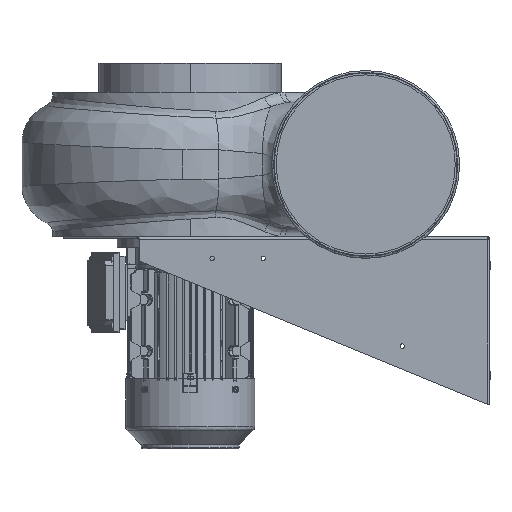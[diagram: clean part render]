
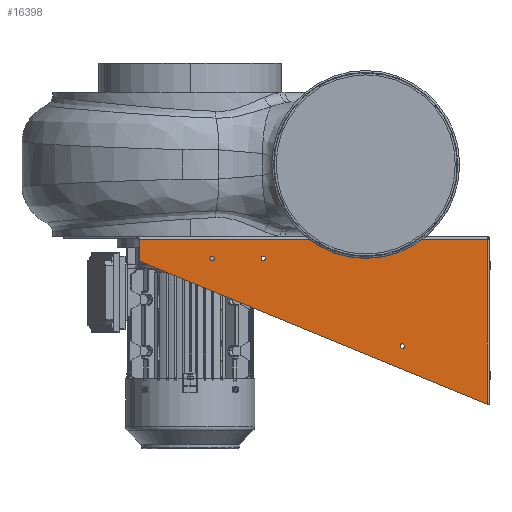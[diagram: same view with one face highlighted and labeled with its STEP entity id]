
A CAD part, left-side view. The second image highlights one B-rep face of the part: STEP entity #16398.
In plain terms, the highlighted planar face has unit normal (-1, 0, 0).
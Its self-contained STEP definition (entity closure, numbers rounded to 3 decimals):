
#1445 = EDGE_CURVE ( 'NONE', #128992, #14481, #68484, .T. ) ;
#1980 = VECTOR ( 'NONE', #108151, 1000. ) ;
#3932 = AXIS2_PLACEMENT_3D ( 'NONE', #70666, #22262, #73248 ) ;
#5078 = CARTESIAN_POINT ( 'NONE',  ( -177.5, -293.652, -150. ) ) ;
#5184 = VERTEX_POINT ( 'NONE', #123222 ) ;
#5505 = CARTESIAN_POINT ( 'NONE',  ( -177.5, -409.652, -228.24 ) ) ;
#6039 = CIRCLE ( 'NONE', #108432, 3. ) ;
#6136 = EDGE_CURVE ( 'NONE', #107383, #97259, #6751, .T. ) ;
#6751 = LINE ( 'NONE', #127083, #1980 ) ;
#8234 = FACE_OUTER_BOUND ( 'NONE', #89498, .T. ) ;
#10935 = EDGE_CURVE ( 'NONE', #123579, #84990, #45228, .T. ) ;
#12472 = VERTEX_POINT ( 'NONE', #54287 ) ;
#13875 = CARTESIAN_POINT ( 'NONE',  ( -177.5, 20.391, -49.521 ) ) ;
#14481 = VERTEX_POINT ( 'NONE', #51131 ) ;
#16398 = ADVANCED_FACE ( 'NONE', ( #105752, #37041, #97886, #8234 ), #48151, .F. ) ;
#16786 = DIRECTION ( 'NONE',  ( 0., 0., -1. ) ) ;
#17947 = EDGE_CURVE ( 'NONE', #84990, #106082, #95161, .T. ) ;
#18342 = VECTOR ( 'NONE', #82176, 1000. ) ;
#19215 = CARTESIAN_POINT ( 'NONE',  ( -177.5, 65.371, -1. ) ) ;
#22020 = CARTESIAN_POINT ( 'NONE',  ( -177.5, -413.652, -1. ) ) ;
#22262 = DIRECTION ( 'NONE',  ( -1., 0., 0. ) ) ;
#32584 = ORIENTED_EDGE ( 'NONE', *, *, #76213, .F. ) ;
#33500 = EDGE_LOOP ( 'NONE', ( #33849, #64405 ) ) ;
#33849 = ORIENTED_EDGE ( 'NONE', *, *, #79487, .F. ) ;
#34877 = DIRECTION ( 'NONE',  ( -1., 0., 0. ) ) ;
#35076 = DIRECTION ( 'NONE',  ( -1., 0., 0. ) ) ;
#35224 = CIRCLE ( 'NONE', #3932, 3. ) ;
#35587 = CARTESIAN_POINT ( 'NONE',  ( -177.5, 65.371, -28.991 ) ) ;
#37041 = FACE_BOUND ( 'NONE', #33500, .T. ) ;
#39046 = DIRECTION ( 'NONE',  ( 0., 0., 1. ) ) ;
#39741 = EDGE_CURVE ( 'NONE', #53768, #5184, #60257, .T. ) ;
#40285 = CARTESIAN_POINT ( 'NONE',  ( -177.5, -409.652, -226.593 ) ) ;
#40353 = LINE ( 'NONE', #22020, #18342 ) ;
#40392 = EDGE_CURVE ( 'NONE', #12472, #61829, #35224, .T. ) ;
#44896 = CARTESIAN_POINT ( 'NONE',  ( -177.5, -409.652, -1. ) ) ;
#45228 = LINE ( 'NONE', #13875, #79946 ) ;
#45701 = DIRECTION ( 'NONE',  ( 0., 0., 1. ) ) ;
#46818 = ORIENTED_EDGE ( 'NONE', *, *, #78032, .T. ) ;
#48151 = PLANE ( 'NONE',  #68423 ) ;
#50137 = AXIS2_PLACEMENT_3D ( 'NONE', #115647, #58046, #39046 ) ;
#51131 = CARTESIAN_POINT ( 'NONE',  ( -177.5, -103.652, -30. ) ) ;
#53768 = VERTEX_POINT ( 'NONE', #72763 ) ;
#54287 = CARTESIAN_POINT ( 'NONE',  ( -177.5, -293.652, -144. ) ) ;
#58046 = DIRECTION ( 'NONE',  ( -1., 0., 0. ) ) ;
#58450 = DIRECTION ( 'NONE',  ( 0., 0., 1. ) ) ;
#60257 = CIRCLE ( 'NONE', #76947, 3. ) ;
#61829 = VERTEX_POINT ( 'NONE', #5078 ) ;
#61972 = EDGE_LOOP ( 'NONE', ( #113029, #95294 ) ) ;
#64405 = ORIENTED_EDGE ( 'NONE', *, *, #39741, .F. ) ;
#64958 = CARTESIAN_POINT ( 'NONE',  ( -177.5, -293.652, -147. ) ) ;
#65316 = CARTESIAN_POINT ( 'NONE',  ( -177.5, -103.652, -27. ) ) ;
#65954 = DIRECTION ( 'NONE',  ( -1., 0., 0. ) ) ;
#67785 = ORIENTED_EDGE ( 'NONE', *, *, #1445, .F. ) ;
#68408 = CARTESIAN_POINT ( 'NONE',  ( -177.5, 0., 0. ) ) ;
#68423 = AXIS2_PLACEMENT_3D ( 'NONE', #68408, #116204, #16786 ) ;
#68484 = CIRCLE ( 'NONE', #85209, 3. ) ;
#69710 = ORIENTED_EDGE ( 'NONE', *, *, #17947, .T. ) ;
#70666 = CARTESIAN_POINT ( 'NONE',  ( -177.5, -293.652, -147. ) ) ;
#72763 = CARTESIAN_POINT ( 'NONE',  ( -177.5, -33.652, -30. ) ) ;
#73248 = DIRECTION ( 'NONE',  ( 0., 0., 1. ) ) ;
#73630 = CARTESIAN_POINT ( 'NONE',  ( -177.5, 63.514, -31.765 ) ) ;
#73813 = AXIS2_PLACEMENT_3D ( 'NONE', #64958, #34877, #114690 ) ;
#76213 = EDGE_CURVE ( 'NONE', #14481, #128992, #106074, .T. ) ;
#76884 = DIRECTION ( 'NONE',  ( 0., 0., -1. ) ) ;
#76947 = AXIS2_PLACEMENT_3D ( 'NONE', #129026, #80628, #58450 ) ;
#78032 = EDGE_CURVE ( 'NONE', #97259, #123579, #6039, .T. ) ;
#79487 = EDGE_CURVE ( 'NONE', #5184, #53768, #98160, .T. ) ;
#79946 = VECTOR ( 'NONE', #124366, 1000. ) ;
#80628 = DIRECTION ( 'NONE',  ( -1., 0., 0. ) ) ;
#81026 = EDGE_CURVE ( 'NONE', #61829, #12472, #109330, .T. ) ;
#81593 = ORIENTED_EDGE ( 'NONE', *, *, #89683, .F. ) ;
#82176 = DIRECTION ( 'NONE',  ( 0., -1., 0. ) ) ;
#83091 = AXIS2_PLACEMENT_3D ( 'NONE', #124311, #105364, #125602 ) ;
#84990 = VERTEX_POINT ( 'NONE', #40285 ) ;
#85209 = AXIS2_PLACEMENT_3D ( 'NONE', #65316, #65954, #45701 ) ;
#85342 = DIRECTION ( 'NONE',  ( 0., 0., 1. ) ) ;
#85448 = CARTESIAN_POINT ( 'NONE',  ( -177.5, 62.371, -28.991 ) ) ;
#89498 = EDGE_LOOP ( 'NONE', ( #90012, #46818, #122638, #69710, #81593 ) ) ;
#89683 = EDGE_CURVE ( 'NONE', #107383, #106082, #40353, .T. ) ;
#90012 = ORIENTED_EDGE ( 'NONE', *, *, #6136, .T. ) ;
#95161 = LINE ( 'NONE', #5505, #110460 ) ;
#95294 = ORIENTED_EDGE ( 'NONE', *, *, #81026, .F. ) ;
#97259 = VERTEX_POINT ( 'NONE', #35587 ) ;
#97886 = FACE_BOUND ( 'NONE', #61972, .T. ) ;
#98160 = CIRCLE ( 'NONE', #50137, 3. ) ;
#105364 = DIRECTION ( 'NONE',  ( -1., 0., 0. ) ) ;
#105752 = FACE_BOUND ( 'NONE', #119422, .T. ) ;
#106074 = CIRCLE ( 'NONE', #83091, 3. ) ;
#106082 = VERTEX_POINT ( 'NONE', #44896 ) ;
#107383 = VERTEX_POINT ( 'NONE', #19215 ) ;
#108151 = DIRECTION ( 'NONE',  ( 0., 0., -1. ) ) ;
#108432 = AXIS2_PLACEMENT_3D ( 'NONE', #85448, #35076, #76884 ) ;
#109330 = CIRCLE ( 'NONE', #73813, 3. ) ;
#110460 = VECTOR ( 'NONE', #85342, 1000. ) ;
#113029 = ORIENTED_EDGE ( 'NONE', *, *, #40392, .F. ) ;
#114690 = DIRECTION ( 'NONE',  ( 0., 0., 1. ) ) ;
#115647 = CARTESIAN_POINT ( 'NONE',  ( -177.5, -33.652, -27. ) ) ;
#116204 = DIRECTION ( 'NONE',  ( 1., 0., 0. ) ) ;
#116940 = CARTESIAN_POINT ( 'NONE',  ( -177.5, -103.652, -24. ) ) ;
#119422 = EDGE_LOOP ( 'NONE', ( #67785, #32584 ) ) ;
#122638 = ORIENTED_EDGE ( 'NONE', *, *, #10935, .T. ) ;
#123222 = CARTESIAN_POINT ( 'NONE',  ( -177.5, -33.652, -24. ) ) ;
#123579 = VERTEX_POINT ( 'NONE', #73630 ) ;
#124311 = CARTESIAN_POINT ( 'NONE',  ( -177.5, -103.652, -27. ) ) ;
#124366 = DIRECTION ( 'NONE',  ( 0., -0.925, -0.381 ) ) ;
#125602 = DIRECTION ( 'NONE',  ( 0., 0., 1. ) ) ;
#127083 = CARTESIAN_POINT ( 'NONE',  ( -177.5, 65.371, 0. ) ) ;
#128992 = VERTEX_POINT ( 'NONE', #116940 ) ;
#129026 = CARTESIAN_POINT ( 'NONE',  ( -177.5, -33.652, -27. ) ) ;
